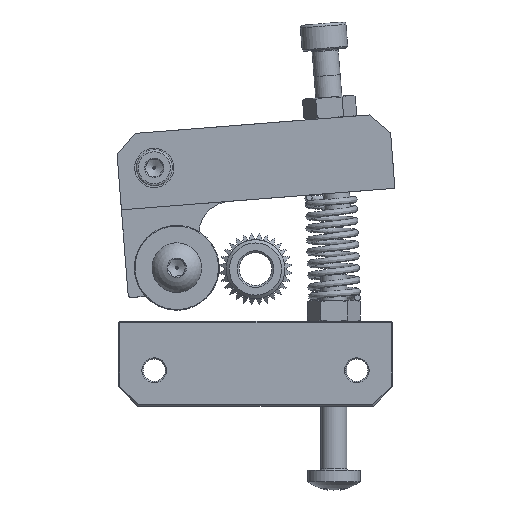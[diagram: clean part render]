
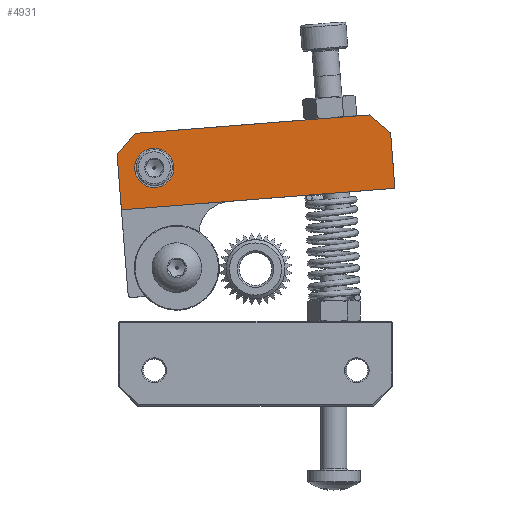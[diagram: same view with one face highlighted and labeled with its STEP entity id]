
A CAD part, front view. The second image highlights one B-rep face of the part: STEP entity #4931.
In plain terms, the highlighted planar face has unit normal (0, -1, 0).
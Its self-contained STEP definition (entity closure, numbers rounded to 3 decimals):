
#3372 = PLANE('',#3373);
#3373 = AXIS2_PLACEMENT_3D('',#3374,#3375,#3376);
#3374 = CARTESIAN_POINT('',(20.679,0.,20.837));
#3375 = DIRECTION('',(0.997,0.,0.078));
#3376 = DIRECTION('',(0.078,0.,-0.997));
#3544 = PLANE('',#3545);
#3545 = AXIS2_PLACEMENT_3D('',#3546,#3547,#3548);
#3546 = CARTESIAN_POINT('',(-19.505,0.,-3.892));
#3547 = DIRECTION('',(-0.997,0.,-0.078));
#3548 = DIRECTION('',(-0.078,0.,0.997));
#3572 = PLANE('',#3573);
#3573 = AXIS2_PLACEMENT_3D('',#3574,#3575,#3576);
#3574 = CARTESIAN_POINT('',(-21.192,0.,17.541));
#3575 = DIRECTION('',(-0.76,0.,0.649));
#3576 = DIRECTION('',(0.649,0.,0.76));
#3600 = PLANE('',#3601);
#3601 = AXIS2_PLACEMENT_3D('',#3602,#3603,#3604);
#3602 = CARTESIAN_POINT('',(-18.436,0.,20.768));
#3603 = DIRECTION('',(-0.078,0.,0.997));
#3604 = DIRECTION('',(0.997,0.,0.078));
#3626 = PLANE('',#3627);
#3627 = AXIS2_PLACEMENT_3D('',#3628,#3629,#3630);
#3628 = CARTESIAN_POINT('',(17.453,0.,23.592));
#3629 = DIRECTION('',(0.649,0.,0.76));
#3630 = DIRECTION('',(0.76,0.,-0.649));
#3677 = VERTEX_POINT('',#3678);
#3678 = CARTESIAN_POINT('',(20.679,-16.,20.837));
#3699 = EDGE_CURVE('',#3677,#3700,#3702,.T.);
#3700 = VERTEX_POINT('',#3701);
#3701 = CARTESIAN_POINT('',(21.346,-16.,12.363));
#3702 = SURFACE_CURVE('',#3703,(#3707,#3714),.PCURVE_S1.);
#3703 = LINE('',#3704,#3705);
#3704 = CARTESIAN_POINT('',(20.679,-16.,20.837));
#3705 = VECTOR('',#3706,1.);
#3706 = DIRECTION('',(0.078,0.,-0.997));
#3707 = PCURVE('',#3372,#3708);
#3708 = DEFINITIONAL_REPRESENTATION('',(#3709),#3713);
#3709 = LINE('',#3710,#3711);
#3710 = CARTESIAN_POINT('',(0.,-16.));
#3711 = VECTOR('',#3712,1.);
#3712 = DIRECTION('',(1.,0.));
#3713 = ( GEOMETRIC_REPRESENTATION_CONTEXT(2) 
PARAMETRIC_REPRESENTATION_CONTEXT() REPRESENTATION_CONTEXT('2D SPACE',''
  ) );
#3714 = PCURVE('',#3715,#3720);
#3715 = PLANE('',#3716);
#3716 = AXIS2_PLACEMENT_3D('',#3717,#3718,#3719);
#3717 = CARTESIAN_POINT('',(-2.711,-16.,12.334));
#3718 = DIRECTION('',(0.,1.,0.));
#3719 = DIRECTION('',(-0.078,0.,0.997));
#3720 = DEFINITIONAL_REPRESENTATION('',(#3721),#3725);
#3721 = LINE('',#3722,#3723);
#3722 = CARTESIAN_POINT('',(6.642,23.985));
#3723 = VECTOR('',#3724,1.);
#3724 = DIRECTION('',(-1.,0.));
#3725 = ( GEOMETRIC_REPRESENTATION_CONTEXT(2) 
PARAMETRIC_REPRESENTATION_CONTEXT() REPRESENTATION_CONTEXT('2D SPACE',''
  ) );
#3743 = PLANE('',#3744);
#3744 = AXIS2_PLACEMENT_3D('',#3745,#3746,#3747);
#3745 = CARTESIAN_POINT('',(1.602,-9.195,
    10.809));
#3746 = DIRECTION('',(0.078,0.,-0.997));
#3747 = DIRECTION('',(0.,1.,0.));
#3808 = VERTEX_POINT('',#3809);
#3809 = CARTESIAN_POINT('',(17.453,-16.,23.592));
#3830 = EDGE_CURVE('',#3808,#3677,#3831,.T.);
#3831 = SURFACE_CURVE('',#3832,(#3836,#3843),.PCURVE_S1.);
#3832 = LINE('',#3833,#3834);
#3833 = CARTESIAN_POINT('',(17.453,-16.,23.592));
#3834 = VECTOR('',#3835,1.);
#3835 = DIRECTION('',(0.76,0.,-0.649));
#3836 = PCURVE('',#3626,#3837);
#3837 = DEFINITIONAL_REPRESENTATION('',(#3838),#3842);
#3838 = LINE('',#3839,#3840);
#3839 = CARTESIAN_POINT('',(0.,-16.));
#3840 = VECTOR('',#3841,1.);
#3841 = DIRECTION('',(1.,0.));
#3842 = ( GEOMETRIC_REPRESENTATION_CONTEXT(2) 
PARAMETRIC_REPRESENTATION_CONTEXT() REPRESENTATION_CONTEXT('2D SPACE',''
  ) );
#3843 = PCURVE('',#3715,#3844);
#3844 = DEFINITIONAL_REPRESENTATION('',(#3845),#3849);
#3845 = LINE('',#3846,#3847);
#3846 = CARTESIAN_POINT('',(9.642,20.985));
#3847 = VECTOR('',#3848,1.);
#3848 = DIRECTION('',(-0.707,0.707));
#3849 = ( GEOMETRIC_REPRESENTATION_CONTEXT(2) 
PARAMETRIC_REPRESENTATION_CONTEXT() REPRESENTATION_CONTEXT('2D SPACE',''
  ) );
#3857 = VERTEX_POINT('',#3858);
#3858 = CARTESIAN_POINT('',(-18.436,-16.,20.768));
#3879 = EDGE_CURVE('',#3857,#3808,#3880,.T.);
#3880 = SURFACE_CURVE('',#3881,(#3885,#3892),.PCURVE_S1.);
#3881 = LINE('',#3882,#3883);
#3882 = CARTESIAN_POINT('',(-18.436,-16.,20.768));
#3883 = VECTOR('',#3884,1.);
#3884 = DIRECTION('',(0.997,0.,0.078));
#3885 = PCURVE('',#3600,#3886);
#3886 = DEFINITIONAL_REPRESENTATION('',(#3887),#3891);
#3887 = LINE('',#3888,#3889);
#3888 = CARTESIAN_POINT('',(0.,-16.));
#3889 = VECTOR('',#3890,1.);
#3890 = DIRECTION('',(1.,0.));
#3891 = ( GEOMETRIC_REPRESENTATION_CONTEXT(2) 
PARAMETRIC_REPRESENTATION_CONTEXT() REPRESENTATION_CONTEXT('2D SPACE',''
  ) );
#3892 = PCURVE('',#3715,#3893);
#3893 = DEFINITIONAL_REPRESENTATION('',(#3894),#3898);
#3894 = LINE('',#3895,#3896);
#3895 = CARTESIAN_POINT('',(9.642,-15.015));
#3896 = VECTOR('',#3897,1.);
#3897 = DIRECTION('',(0.,1.));
#3898 = ( GEOMETRIC_REPRESENTATION_CONTEXT(2) 
PARAMETRIC_REPRESENTATION_CONTEXT() REPRESENTATION_CONTEXT('2D SPACE',''
  ) );
#4141 = VERTEX_POINT('',#4142);
#4142 = CARTESIAN_POINT('',(-21.192,-16.,17.541));
#4163 = EDGE_CURVE('',#4141,#3857,#4164,.T.);
#4164 = SURFACE_CURVE('',#4165,(#4169,#4176),.PCURVE_S1.);
#4165 = LINE('',#4166,#4167);
#4166 = CARTESIAN_POINT('',(-21.192,-16.,17.541));
#4167 = VECTOR('',#4168,1.);
#4168 = DIRECTION('',(0.649,0.,0.76));
#4169 = PCURVE('',#3572,#4170);
#4170 = DEFINITIONAL_REPRESENTATION('',(#4171),#4175);
#4171 = LINE('',#4172,#4173);
#4172 = CARTESIAN_POINT('',(0.,-16.));
#4173 = VECTOR('',#4174,1.);
#4174 = DIRECTION('',(1.,0.));
#4175 = ( GEOMETRIC_REPRESENTATION_CONTEXT(2) 
PARAMETRIC_REPRESENTATION_CONTEXT() REPRESENTATION_CONTEXT('2D SPACE',''
  ) );
#4176 = PCURVE('',#3715,#4177);
#4177 = DEFINITIONAL_REPRESENTATION('',(#4178),#4182);
#4178 = LINE('',#4179,#4180);
#4179 = CARTESIAN_POINT('',(6.642,-18.015));
#4180 = VECTOR('',#4181,1.);
#4181 = DIRECTION('',(0.707,0.707));
#4182 = ( GEOMETRIC_REPRESENTATION_CONTEXT(2) 
PARAMETRIC_REPRESENTATION_CONTEXT() REPRESENTATION_CONTEXT('2D SPACE',''
  ) );
#4241 = VERTEX_POINT('',#4242);
#4242 = CARTESIAN_POINT('',(-20.525,-16.,9.068));
#4263 = EDGE_CURVE('',#4241,#4141,#4264,.T.);
#4264 = SURFACE_CURVE('',#4265,(#4269,#4276),.PCURVE_S1.);
#4265 = LINE('',#4266,#4267);
#4266 = CARTESIAN_POINT('',(-19.505,-16.,-3.892));
#4267 = VECTOR('',#4268,1.);
#4268 = DIRECTION('',(-0.078,0.,0.997));
#4269 = PCURVE('',#3544,#4270);
#4270 = DEFINITIONAL_REPRESENTATION('',(#4271),#4275);
#4271 = LINE('',#4272,#4273);
#4272 = CARTESIAN_POINT('',(0.,-16.));
#4273 = VECTOR('',#4274,1.);
#4274 = DIRECTION('',(1.,0.));
#4275 = ( GEOMETRIC_REPRESENTATION_CONTEXT(2) 
PARAMETRIC_REPRESENTATION_CONTEXT() REPRESENTATION_CONTEXT('2D SPACE',''
  ) );
#4276 = PCURVE('',#3715,#4277);
#4277 = DEFINITIONAL_REPRESENTATION('',(#4278),#4282);
#4278 = LINE('',#4279,#4280);
#4279 = CARTESIAN_POINT('',(-14.858,-18.015));
#4280 = VECTOR('',#4281,1.);
#4281 = DIRECTION('',(1.,0.));
#4282 = ( GEOMETRIC_REPRESENTATION_CONTEXT(2) 
PARAMETRIC_REPRESENTATION_CONTEXT() REPRESENTATION_CONTEXT('2D SPACE',''
  ) );
#4802 = EDGE_CURVE('',#3700,#4241,#4803,.T.);
#4803 = SURFACE_CURVE('',#4804,(#4808,#4815),.PCURVE_S1.);
#4804 = LINE('',#4805,#4806);
#4805 = CARTESIAN_POINT('',(0.411,-16.,10.715));
#4806 = VECTOR('',#4807,1.);
#4807 = DIRECTION('',(-0.997,0.,-0.078));
#4808 = PCURVE('',#3743,#4809);
#4809 = DEFINITIONAL_REPRESENTATION('',(#4810),#4814);
#4810 = LINE('',#4811,#4812);
#4811 = CARTESIAN_POINT('',(-6.805,-1.195));
#4812 = VECTOR('',#4813,1.);
#4813 = DIRECTION('',(0.,-1.));
#4814 = ( GEOMETRIC_REPRESENTATION_CONTEXT(2) 
PARAMETRIC_REPRESENTATION_CONTEXT() REPRESENTATION_CONTEXT('2D SPACE',''
  ) );
#4815 = PCURVE('',#3715,#4816);
#4816 = DEFINITIONAL_REPRESENTATION('',(#4817),#4821);
#4817 = LINE('',#4818,#4819);
#4818 = CARTESIAN_POINT('',(-1.858,2.985));
#4819 = VECTOR('',#4820,1.);
#4820 = DIRECTION('',(0.,-1.));
#4821 = ( GEOMETRIC_REPRESENTATION_CONTEXT(2) 
PARAMETRIC_REPRESENTATION_CONTEXT() REPRESENTATION_CONTEXT('2D SPACE',''
  ) );
#4931 = ADVANCED_FACE('',(#4932,#4940),#3715,.F.);
#4932 = FACE_BOUND('',#4933,.F.);
#4933 = EDGE_LOOP('',(#4934,#4935,#4936,#4937,#4938,#4939));
#4934 = ORIENTED_EDGE('',*,*,#3699,.T.);
#4935 = ORIENTED_EDGE('',*,*,#4802,.T.);
#4936 = ORIENTED_EDGE('',*,*,#4263,.T.);
#4937 = ORIENTED_EDGE('',*,*,#4163,.T.);
#4938 = ORIENTED_EDGE('',*,*,#3879,.T.);
#4939 = ORIENTED_EDGE('',*,*,#3830,.T.);
#4940 = FACE_BOUND('',#4941,.F.);
#4941 = EDGE_LOOP('',(#4942));
#4942 = ORIENTED_EDGE('',*,*,#4943,.T.);
#4943 = EDGE_CURVE('',#4944,#4944,#4946,.T.);
#4944 = VERTEX_POINT('',#4945);
#4945 = CARTESIAN_POINT('',(-12.522,-16.,15.716));
#4946 = SURFACE_CURVE('',#4947,(#4952,#4963),.PCURVE_S1.);
#4947 = CIRCLE('',#4948,3.);
#4948 = AXIS2_PLACEMENT_3D('',#4949,#4950,#4951);
#4949 = CARTESIAN_POINT('',(-15.512,-16.,15.481));
#4950 = DIRECTION('',(0.,-1.,0.));
#4951 = DIRECTION('',(0.997,0.,0.078));
#4952 = PCURVE('',#3715,#4953);
#4953 = DEFINITIONAL_REPRESENTATION('',(#4954),#4962);
#4954 = ( BOUNDED_CURVE() B_SPLINE_CURVE(2,(#4955,#4956,#4957,#4958,
#4959,#4960,#4961),.UNSPECIFIED.,.T.,.F.) B_SPLINE_CURVE_WITH_KNOTS((1,2
    ,2,2,2,1),(-2.094,0.,2.094,4.189,
6.283,8.378),.UNSPECIFIED.) CURVE() 
GEOMETRIC_REPRESENTATION_ITEM() RATIONAL_B_SPLINE_CURVE((1.,0.5,1.,0.5,
1.,0.5,1.)) REPRESENTATION_ITEM('') );
#4955 = CARTESIAN_POINT('',(4.142,-9.515));
#4956 = CARTESIAN_POINT('',(9.338,-9.515));
#4957 = CARTESIAN_POINT('',(6.74,-14.015));
#4958 = CARTESIAN_POINT('',(4.142,-18.515));
#4959 = CARTESIAN_POINT('',(1.544,-14.015));
#4960 = CARTESIAN_POINT('',(-1.055,-9.515));
#4961 = CARTESIAN_POINT('',(4.142,-9.515));
#4962 = ( GEOMETRIC_REPRESENTATION_CONTEXT(2) 
PARAMETRIC_REPRESENTATION_CONTEXT() REPRESENTATION_CONTEXT('2D SPACE',''
  ) );
#4963 = PCURVE('',#4964,#4969);
#4964 = CYLINDRICAL_SURFACE('',#4965,3.);
#4965 = AXIS2_PLACEMENT_3D('',#4966,#4967,#4968);
#4966 = CARTESIAN_POINT('',(-15.512,-16.,15.481));
#4967 = DIRECTION('',(0.,-1.,0.));
#4968 = DIRECTION('',(0.997,0.,0.078));
#4969 = DEFINITIONAL_REPRESENTATION('',(#4970),#4973);
#4970 = B_SPLINE_CURVE_WITH_KNOTS('',1,(#4971,#4972),.UNSPECIFIED.,.F.,
  .F.,(2,2),(0.,6.283),.PIECEWISE_BEZIER_KNOTS.);
#4971 = CARTESIAN_POINT('',(0.,0.));
#4972 = CARTESIAN_POINT('',(6.283,0.));
#4973 = ( GEOMETRIC_REPRESENTATION_CONTEXT(2) 
PARAMETRIC_REPRESENTATION_CONTEXT() REPRESENTATION_CONTEXT('2D SPACE',''
  ) );
